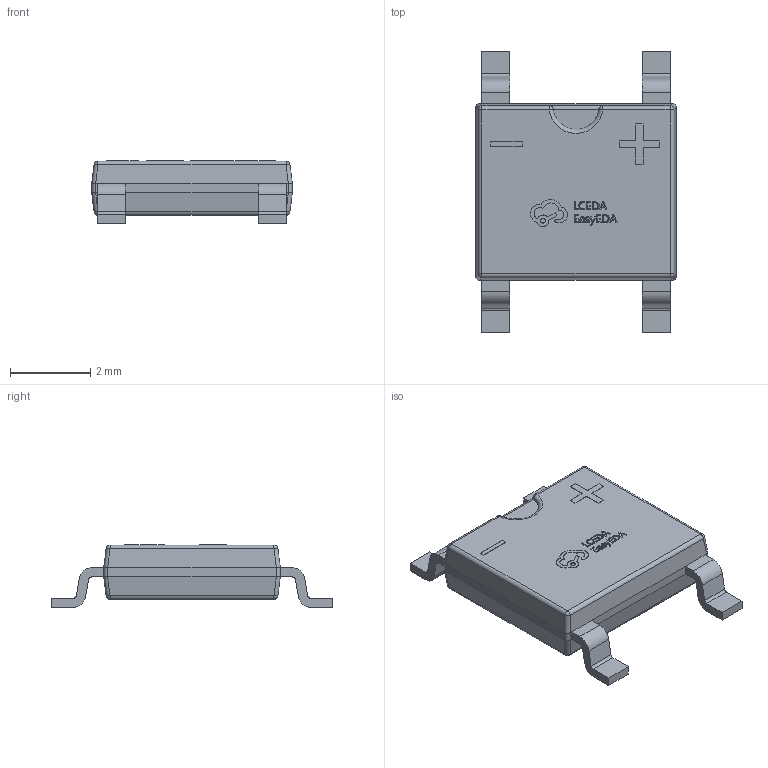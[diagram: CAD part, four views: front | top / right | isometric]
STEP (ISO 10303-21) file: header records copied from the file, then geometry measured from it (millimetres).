
FILE_DESCRIPTION (( 'STEP AP214' ), '1' );
FILE_NAME ('ABS-SMD_L5.0-W4.4-P4.00-LS7.0-BL.step', '2022-06-14T07:04:59', ( '' ), ( '' ), 'SwSTEP 2.0', 'SolidWorks 2020', '' );
FILE_SCHEMA (( 'AUTOMOTIVE_DESIGN' ));
Length unit declared in the file: millimetre
Products named in the file (1): ABS-SMD_L5.0-W4.4-P4.00-LS7.0-BL
Bounding box: 5 x 7 x 1.56 mm (x, y, z)
Volume: 30 mm3; surface area: 79.1 mm2
Topology: 1 solids, 1 shells, 348 faces, 927 edges, 602 vertices
Faces by surface type: plane 199, bspline 100, cylinder 38, sphere 10, torus 1
Entity records: 15119 total; most frequent: CARTESIAN_POINT 3326, ORIENTED_EDGE 1854, DIRECTION 1261, EDGE_CURVE 927, VECTOR 635, LINE 635, VERTEX_POINT 602, EDGE_LOOP 369
